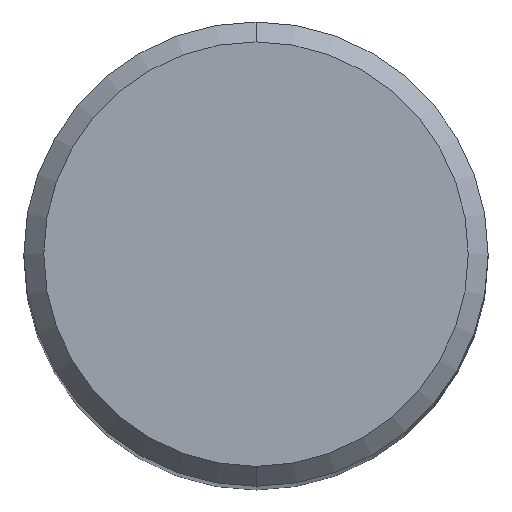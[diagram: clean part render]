
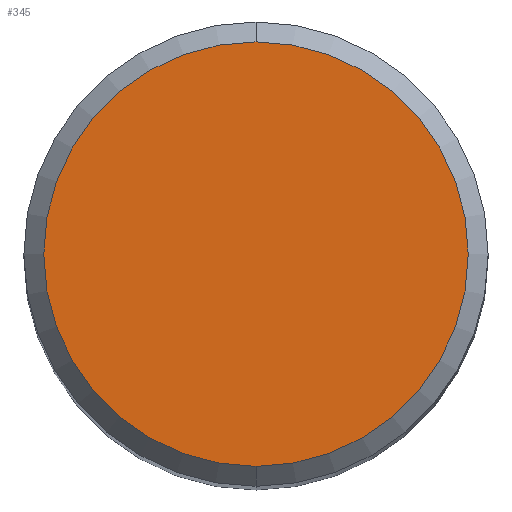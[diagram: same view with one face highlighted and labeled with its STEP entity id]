
A CAD part, top view. The second image highlights one B-rep face of the part: STEP entity #345.
In plain terms, the highlighted planar face has unit normal (0, 0, 1).
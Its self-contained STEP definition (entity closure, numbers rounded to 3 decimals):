
#193=VERTEX_POINT('',#500);
#259=EDGE_CURVE('',#423,#193,#573,.T.);
#345=ADVANCED_FACE('',(#667),#668,.T.);
#423=VERTEX_POINT('',#755);
#449=EDGE_CURVE('',#193,#423,#784,.T.);
#500=CARTESIAN_POINT('',(0.0,6.4,0.0));
#573=CIRCLE('',#1034,6.4);
#667=FACE_OUTER_BOUND('',#1214,.T.);
#668=PLANE('',#1215);
#755=CARTESIAN_POINT('',(0.,-6.4,0.0));
#784=CIRCLE('',#1489,6.4);
#1034=AXIS2_PLACEMENT_3D('',#1589,#1590,#1591);
#1214=EDGE_LOOP('',(#1714,#1715));
#1215=AXIS2_PLACEMENT_3D('',#1716,#1717,#1718);
#1489=AXIS2_PLACEMENT_3D('',#1846,#1847,#1848);
#1589=CARTESIAN_POINT('',(0.0,0.0,0.0));
#1590=DIRECTION('',(0.0,0.0,-1.0));
#1591=DIRECTION('',(0.0,1.0,0.0));
#1714=ORIENTED_EDGE('',*,*,#449,.F.);
#1715=ORIENTED_EDGE('',*,*,#259,.F.);
#1716=CARTESIAN_POINT('',(0.0,3.2,0.0));
#1717=DIRECTION('',(-0.0,0.0,1.0));
#1718=DIRECTION('',(0.0,-1.0,0.0));
#1846=CARTESIAN_POINT('',(0.0,0.0,0.0));
#1847=DIRECTION('',(0.0,0.0,-1.0));
#1848=DIRECTION('',(0.0,1.0,0.0));
